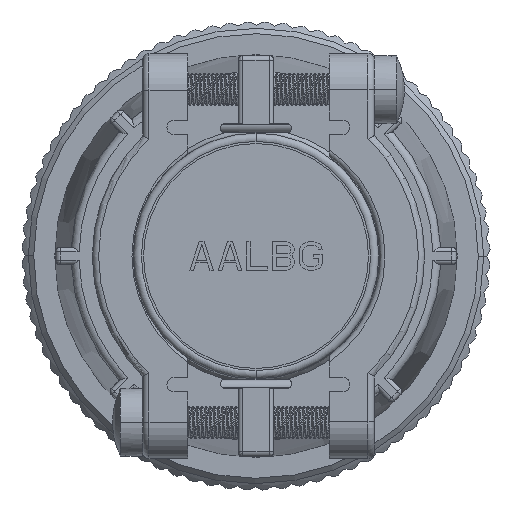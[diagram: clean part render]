
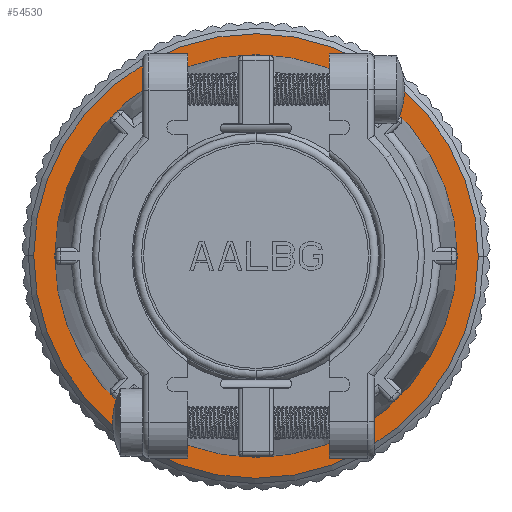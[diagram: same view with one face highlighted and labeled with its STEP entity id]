
A CAD part, front view. The second image highlights one B-rep face of the part: STEP entity #54530.
In plain terms, the highlighted planar face has unit normal (0, -1, 0).
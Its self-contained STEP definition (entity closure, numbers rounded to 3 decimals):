
#2417=CARTESIAN_POINT('',(0.,6.01,0.));
#2418=DIRECTION('',(0.,-1.,0.));
#2419=DIRECTION('',(-1.,0.,0.002));
#2420=AXIS2_PLACEMENT_3D('',#2417,#2418,#2419);
#2422=CARTESIAN_POINT('',(0.,6.01,0.));
#2423=DIRECTION('',(0.,1.,0.));
#2424=DIRECTION('',(-1.,0.,0.002));
#2425=AXIS2_PLACEMENT_3D('',#2422,#2423,#2424);
#2427=CARTESIAN_POINT('',(0.,6.01,0.));
#2428=DIRECTION('',(0.,1.,0.));
#2429=DIRECTION('',(-1.,0.,0.002));
#2430=AXIS2_PLACEMENT_3D('',#2427,#2428,#2429);
#2607=CARTESIAN_POINT('',(0.,6.01,0.));
#2608=DIRECTION('',(0.,-1.,0.));
#2609=DIRECTION('',(-1.,0.,0.002));
#2610=AXIS2_PLACEMENT_3D('',#2607,#2608,#2609);
#50831=CARTESIAN_POINT('',(-26.42,6.01,0.064));
#50832=CARTESIAN_POINT('',(26.42,6.01,-0.064));
#50833=VERTEX_POINT('',#50831);
#50834=VERTEX_POINT('',#50832);
#51615=CARTESIAN_POINT('',(-31.37,6.01,0.076));
#51616=VERTEX_POINT('',#51615);
#51621=CARTESIAN_POINT('',(31.37,6.01,-0.076));
#51622=VERTEX_POINT('',#51621);
#54515=CARTESIAN_POINT('',(0.,6.01,0.));
#54516=DIRECTION('',(0.,1.,0.));
#54517=DIRECTION('',(1.,0.,-0.002));
#54518=AXIS2_PLACEMENT_3D('',#54515,#54516,#54517);
#54519=PLANE('780',#54518);
#54520=ORIENTED_EDGE('4000',*,*,#54480,.F.);
#54521=ORIENTED_EDGE('3997',*,*,#54503,.T.);
#54522=EDGE_LOOP('780',(#54520,#54521));
#54523=FACE_OUTER_BOUND('780',#54522,.F.);
#54525=ORIENTED_EDGE('3379',*,*,#54524,.F.);
#54527=ORIENTED_EDGE('3381',*,*,#54526,.T.);
#54528=EDGE_LOOP('780',(#54525,#54527));
#54529=FACE_BOUND('780',#54528,.F.);
#2421=CIRCLE('4000',#2420,31.37);
#2426=CIRCLE('3997',#2425,31.37);
#2431=CIRCLE('3379',#2430,26.42);
#2611=CIRCLE('3381',#2610,26.42);
#54480=EDGE_CURVE('4000',#51616,#51622,#2421,.T.);
#54503=EDGE_CURVE('3997',#51616,#51622,#2426,.T.);
#54524=EDGE_CURVE('3379',#50833,#50834,#2431,.T.);
#54526=EDGE_CURVE('3381',#50833,#50834,#2611,.T.);
#54530=ADVANCED_FACE('780',(#54523,#54529),#54519,.F.);
